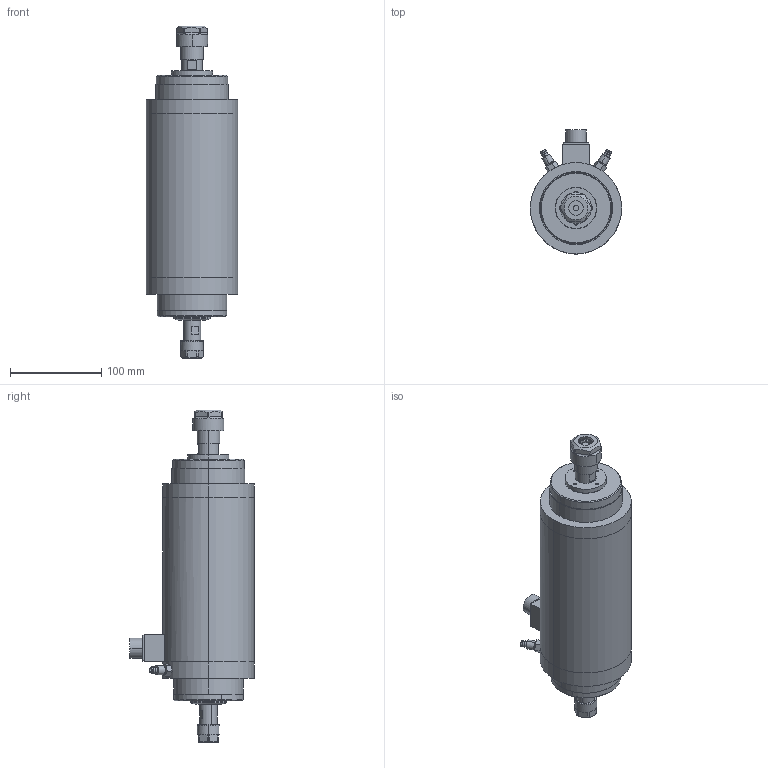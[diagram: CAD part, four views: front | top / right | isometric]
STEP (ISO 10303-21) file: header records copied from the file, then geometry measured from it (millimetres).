
FILE_DESCRIPTION (( 'STEP AP214' ), '1' );
FILE_NAME ('GDZ-30S.STEP', '2021-05-19T05:07:07', ( '萇齟' ), ( '' ), 'SwSTEP 2.0', 'SolidWorks 2018', '' );
FILE_SCHEMA (( 'AUTOMOTIVE_DESIGN' ));
Length unit declared in the file: millimetre
Products named in the file (16): GDZ30S-3.0ヶ粣芛; GDZ30S-3.0ヶ蹟譫; GDZ30S-3.0綴粣芛; GDZ30S-3.0綴滅鳥欶; ER20蹟簽; ER20 粟俶芠標; 堤盄釱脣芛28x28; ER16蹟簽; GDZ30S-3.0儂褲; GDZ30S-3.0前防尘罩; GDZ30S-3.0綴蹟譫; 阨郲30.5ㄗM8ㄘ; GDZ30S-3.0綴粣創釱; ER16粟俶芠標; GDZ30S-3.0前轴承座; GDZ-30S
Assembly tree (16 placements, depth 2):
  GDZ-30S
    GDZ30S-3.0儂褲
    GDZ30S-3.0前轴承座
    GDZ30S-3.0前防尘罩
    GDZ30S-3.0ヶ蹟譫
    GDZ30S-3.0ヶ粣芛
    GDZ30S-3.0綴粣創釱
    GDZ30S-3.0綴滅鳥欶
    GDZ30S-3.0綴蹟譫
    GDZ30S-3.0綴粣芛
    ER16粟俶芠標
    ER16蹟簽
    ER20 粟俶芠標
    ER20蹟簽
    堤盄釱脣芛28x28
    阨郲30.5ㄗM8ㄘ  x2
Bounding box: 100 x 136 x 363.7 mm (x, y, z)
Volume: 1979479.1 mm3; surface area: 182664.8 mm2
Topology: 16 solids, 16 shells, 250 faces, 536 edges, 352 vertices
Faces by surface type: plane 112, cylinder 110, cone 24, torus 4
Entity records: 7394 total; most frequent: CARTESIAN_POINT 1523, DIRECTION 1184, ORIENTED_EDGE 952, AXIS2_PLACEMENT_3D 489, EDGE_CURVE 476, VERTEX_POINT 312, EDGE_LOOP 272, CIRCLE 248
